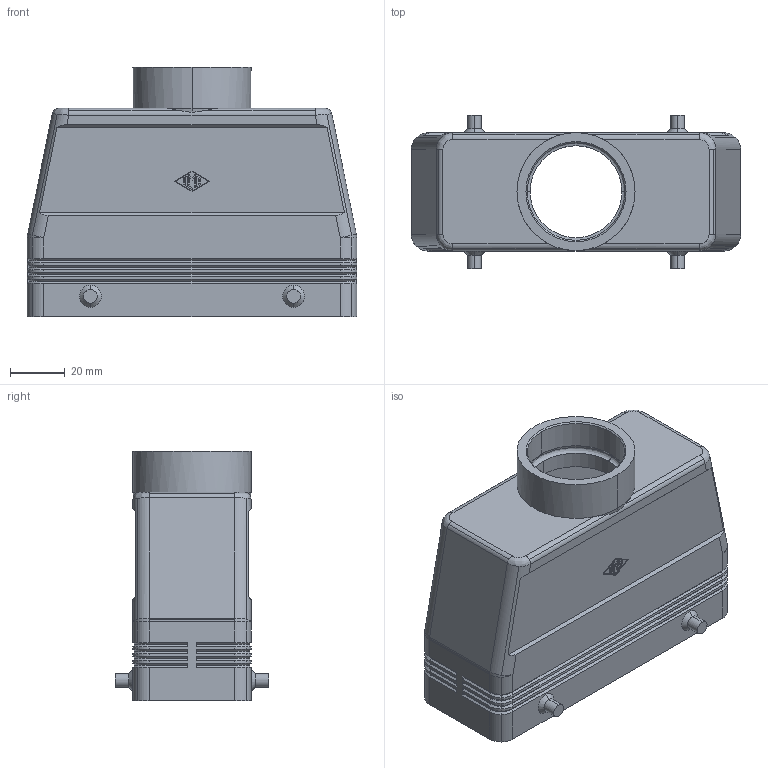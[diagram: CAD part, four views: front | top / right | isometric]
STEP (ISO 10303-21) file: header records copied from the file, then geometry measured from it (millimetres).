
FILE_DESCRIPTION((''),'2;1');
FILE_NAME('CMAV 16.29.stp','2006-12-21T12:43:42',('gembarski'),(''),'Autodesk Inventor 7','Autodesk Inventor 7','');
FILE_SCHEMA(('AUTOMOTIVE_DESIGN { 1 0 10303 214 1 1 1 1 }'));
Length unit declared in the file: millimetre
Products named in the file (1): CAO Tüllengehäuse 2 Bügel für einen Einsatz
Bounding box: 120 x 56 x 91 mm (x, y, z)
Volume: 89427.4 mm3; surface area: 56906.2 mm2
Topology: 1 solids, 1 shells, 413 faces, 975 edges, 576 vertices
Faces by surface type: plane 153, cylinder 108, bspline 74, cone 74, sphere 4
Entity records: 12550 total; most frequent: CARTESIAN_POINT 3153, DIRECTION 1975, ORIENTED_EDGE 1934, EDGE_CURVE 967, AXIS2_PLACEMENT_3D 676, VECTOR 623, LINE 623, VERTEX_POINT 576
